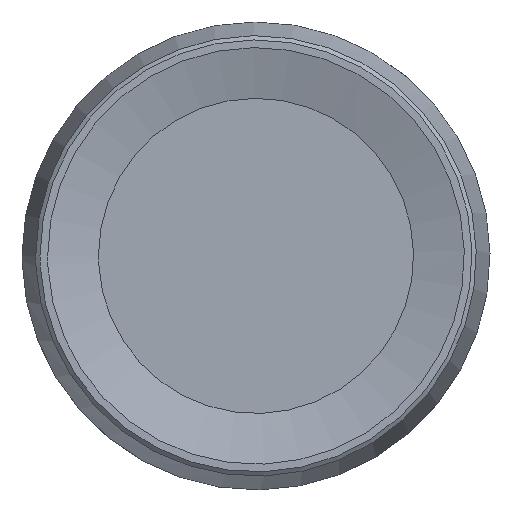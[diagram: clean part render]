
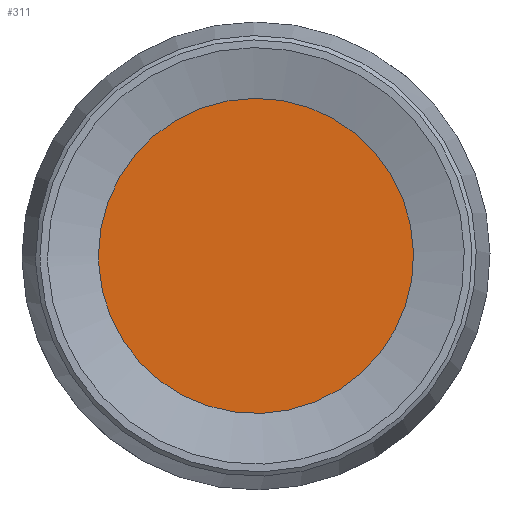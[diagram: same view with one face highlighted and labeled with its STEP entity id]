
A CAD part, top view. The second image highlights one B-rep face of the part: STEP entity #311.
In plain terms, the highlighted planar face has unit normal (0, 0, 1).
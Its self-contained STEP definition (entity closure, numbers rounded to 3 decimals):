
#311=ADVANCED_FACE('',(#339),#337,.F.);
#337=PLANE('',#518);
#339=FACE_OUTER_BOUND('',#341,.T.);
#341=EDGE_LOOP('',(#391));
#391=ORIENTED_EDGE('',*,*,#466,.T.);
#441=VERTEX_POINT('',#656);
#466=EDGE_CURVE('',#441,#441,#491,.T.);
#491=CIRCLE('',#517,30.116);
#517=AXIS2_PLACEMENT_3D('',#655,#555,#556);
#518=AXIS2_PLACEMENT_3D('',#657,#557,#558);
#555=DIRECTION('',(0.,0.,1.));
#556=DIRECTION('',(1.,0.,0.));
#557=DIRECTION('',(0.,0.,-1.));
#558=DIRECTION('',(-1.,0.,0.));
#655=CARTESIAN_POINT('',(0.,0.,-2.5));
#656=CARTESIAN_POINT('',(30.116,0.,-2.5));
#657=CARTESIAN_POINT('',(-30.116,0.,-2.5));
